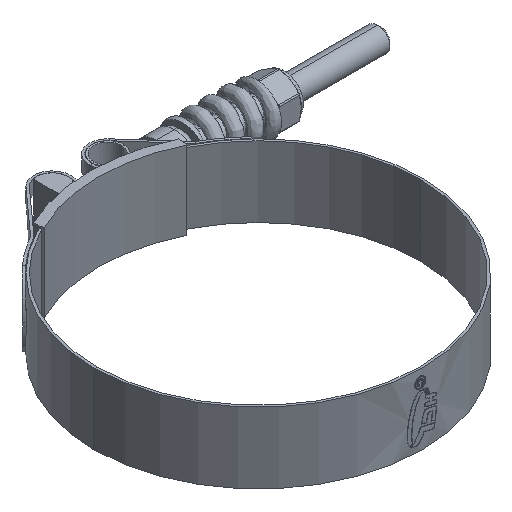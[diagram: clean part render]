
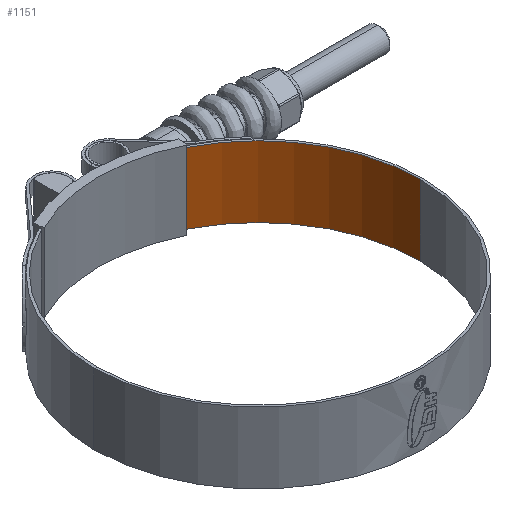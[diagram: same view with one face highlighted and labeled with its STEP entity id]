
A CAD part, isometric view. The second image highlights one B-rep face of the part: STEP entity #1151.
In plain terms, the highlighted cylindrical face has radius 43.7 mm (diameter 87.4 mm), a partial arc.
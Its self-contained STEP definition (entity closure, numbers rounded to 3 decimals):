
#212 = DIRECTION ( 'NONE',  ( 0., 0., -1. ) ) ;
#1151 = ADVANCED_FACE ( 'NONE', ( #15382 ), #7650, .F. ) ;
#1804 = VERTEX_POINT ( 'NONE', #7776 ) ;
#2126 = EDGE_CURVE ( 'NONE', #8214, #14543, #5838, .T. ) ;
#2311 = ORIENTED_EDGE ( 'NONE', *, *, #12151, .F. ) ;
#3335 = CARTESIAN_POINT ( 'NONE',  ( 43.7, 0., 9.55 ) ) ;
#3441 = AXIS2_PLACEMENT_3D ( 'NONE', #10346, #212, #5303 ) ;
#3511 = CARTESIAN_POINT ( 'NONE',  ( 6.73, 43.179, -9.55 ) ) ;
#3759 = CARTESIAN_POINT ( 'NONE',  ( 6.73, 43.179, 9.55 ) ) ;
#4668 = DIRECTION ( 'NONE',  ( 0., 0., -1. ) ) ;
#4871 = DIRECTION ( 'NONE',  ( 0., 0., -1. ) ) ;
#5303 = DIRECTION ( 'NONE',  ( -1., 0., 0. ) ) ;
#5838 = CIRCLE ( 'NONE', #15235, 43.7 ) ;
#6204 = CARTESIAN_POINT ( 'NONE',  ( 0., 0., 9.55 ) ) ;
#6241 = DIRECTION ( 'NONE',  ( -1., 0., 0. ) ) ;
#6759 = LINE ( 'NONE', #13078, #16264 ) ;
#7353 = CIRCLE ( 'NONE', #10541, 43.7 ) ;
#7356 = CARTESIAN_POINT ( 'NONE',  ( 0., 0., -9.55 ) ) ;
#7650 = CYLINDRICAL_SURFACE ( 'NONE', #3441, 43.7 ) ;
#7776 = CARTESIAN_POINT ( 'NONE',  ( 6.73, 43.179, 9.55 ) ) ;
#8093 = VERTEX_POINT ( 'NONE', #3335 ) ;
#8214 = VERTEX_POINT ( 'NONE', #3511 ) ;
#8711 = LINE ( 'NONE', #3759, #15919 ) ;
#9126 = CARTESIAN_POINT ( 'NONE',  ( 43.7, 0., -9.55 ) ) ;
#9276 = DIRECTION ( 'NONE',  ( 0., 0., -1. ) ) ;
#10346 = CARTESIAN_POINT ( 'NONE',  ( 0., 0., 9.55 ) ) ;
#10541 = AXIS2_PLACEMENT_3D ( 'NONE', #6204, #4871, #12675 ) ;
#10573 = EDGE_CURVE ( 'NONE', #8093, #14543, #6759, .T. ) ;
#12151 = EDGE_CURVE ( 'NONE', #1804, #8093, #7353, .T. ) ;
#12675 = DIRECTION ( 'NONE',  ( -1., 0., 0. ) ) ;
#13078 = CARTESIAN_POINT ( 'NONE',  ( 43.7, 0., 9.55 ) ) ;
#13594 = EDGE_LOOP ( 'NONE', ( #16491, #2311, #16603, #14701 ) ) ;
#14360 = EDGE_CURVE ( 'NONE', #1804, #8214, #8711, .T. ) ;
#14543 = VERTEX_POINT ( 'NONE', #9126 ) ;
#14701 = ORIENTED_EDGE ( 'NONE', *, *, #2126, .T. ) ;
#15235 = AXIS2_PLACEMENT_3D ( 'NONE', #7356, #15420, #6241 ) ;
#15382 = FACE_OUTER_BOUND ( 'NONE', #13594, .T. ) ;
#15420 = DIRECTION ( 'NONE',  ( 0., 0., -1. ) ) ;
#15919 = VECTOR ( 'NONE', #4668, 1000. ) ;
#16264 = VECTOR ( 'NONE', #9276, 1000. ) ;
#16491 = ORIENTED_EDGE ( 'NONE', *, *, #10573, .F. ) ;
#16603 = ORIENTED_EDGE ( 'NONE', *, *, #14360, .T. ) ;
